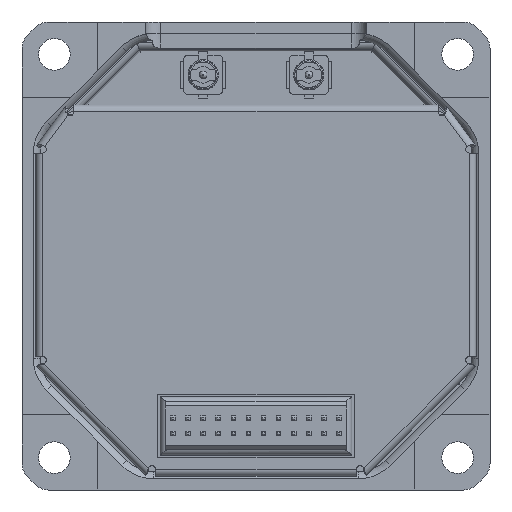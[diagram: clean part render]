
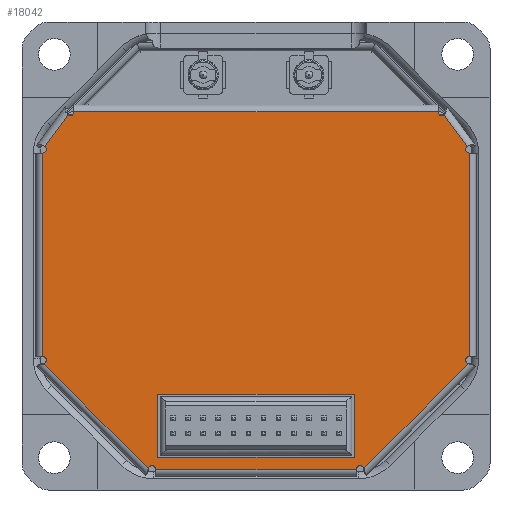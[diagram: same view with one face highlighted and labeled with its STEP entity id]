
A CAD part, front view. The second image highlights one B-rep face of the part: STEP entity #18042.
In plain terms, the highlighted planar face has unit normal (0, -1, 0).
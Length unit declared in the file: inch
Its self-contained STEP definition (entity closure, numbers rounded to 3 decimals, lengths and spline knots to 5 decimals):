
#179=FACE_BOUND('',#2957,.T.);
#911=PLANE('',#19295);
#1990=FACE_OUTER_BOUND('',#2956,.T.);
#2956=EDGE_LOOP('',(#16068,#16069,#16070,#16071,#16072,#16073,#16074,#16075,
#16076,#16077,#16078,#16079,#16080,#16081,#16082,#16083));
#2957=EDGE_LOOP('',(#16084,#16085,#16086,#16087));
#3242=CIRCLE('',#19243,0.01);
#3244=CIRCLE('',#19246,0.01);
#3250=CIRCLE('',#19264,0.01);
#3251=CIRCLE('',#19266,0.01);
#3253=CIRCLE('',#19269,0.01);
#3256=CIRCLE('',#19273,0.01);
#3259=CIRCLE('',#19296,0.01);
#3260=CIRCLE('',#19297,0.01);
#5257=LINE('',#28838,#7306);
#5259=LINE('',#28842,#7308);
#5264=LINE('',#28965,#7313);
#5266=LINE('',#28969,#7315);
#5270=LINE('',#29061,#7319);
#5272=LINE('',#29065,#7321);
#5277=LINE('',#29182,#7326);
#5281=LINE('',#29191,#7330);
#5284=LINE('',#29197,#7333);
#5287=LINE('',#29203,#7336);
#5289=LINE('',#29206,#7338);
#5291=LINE('',#29217,#7340);
#7306=VECTOR('',#23685,0.95003);
#7308=VECTOR('',#23691,0.53019);
#7313=VECTOR('',#23700,0.38553);
#7315=VECTOR('',#23706,0.52316);
#7319=VECTOR('',#23714,0.38553);
#7321=VECTOR('',#23720,0.53019);
#7326=VECTOR('',#23729,0.10075);
#7330=VECTOR('',#23735,0.16457);
#7333=VECTOR('',#23740,0.51181);
#7336=VECTOR('',#23745,0.16457);
#7338=VECTOR('',#23749,0.51181);
#7340=VECTOR('',#23761,0.10075);
#8776=VERTEX_POINT('',#28559);
#8779=VERTEX_POINT('',#28569);
#8786=VERTEX_POINT('',#28614);
#8789=VERTEX_POINT('',#28624);
#8798=VERTEX_POINT('',#28700);
#8801=VERTEX_POINT('',#28710);
#8813=VERTEX_POINT('',#28754);
#8816=VERTEX_POINT('',#28762);
#8824=VERTEX_POINT('',#28798);
#8825=VERTEX_POINT('',#28802);
#8828=VERTEX_POINT('',#28810);
#8829=VERTEX_POINT('',#28814);
#8831=VERTEX_POINT('',#28820);
#8836=VERTEX_POINT('',#28832);
#8854=VERTEX_POINT('',#29185);
#8856=VERTEX_POINT('',#29189);
#8858=VERTEX_POINT('',#29195);
#8860=VERTEX_POINT('',#29201);
#8863=VERTEX_POINT('',#29214);
#8864=VERTEX_POINT('',#29216);
#11167=EDGE_CURVE('',#8813,#8789,#3242,.T.);
#11172=EDGE_CURVE('',#8786,#8816,#3244,.T.);
#11196=EDGE_CURVE('',#8798,#8828,#3250,.T.);
#11197=EDGE_CURVE('',#8829,#8825,#3251,.T.);
#11200=EDGE_CURVE('',#8831,#8801,#3253,.T.);
#11207=EDGE_CURVE('',#8776,#8836,#3256,.T.);
#11209=EDGE_CURVE('',#8824,#8825,#5257,.T.);
#11211=EDGE_CURVE('',#8776,#8779,#5259,.T.);
#11226=EDGE_CURVE('',#8813,#8836,#5264,.T.);
#11228=EDGE_CURVE('',#8786,#8789,#5266,.T.);
#11240=EDGE_CURVE('',#8831,#8816,#5270,.T.);
#11242=EDGE_CURVE('',#8798,#8801,#5272,.T.);
#11257=EDGE_CURVE('',#8829,#8828,#5277,.T.);
#11261=EDGE_CURVE('',#8854,#8856,#5281,.T.);
#11264=EDGE_CURVE('',#8856,#8858,#5284,.T.);
#11267=EDGE_CURVE('',#8858,#8860,#5287,.T.);
#11269=EDGE_CURVE('',#8860,#8854,#5289,.T.);
#11273=EDGE_CURVE('',#8863,#8824,#3259,.T.);
#11274=EDGE_CURVE('',#8864,#8863,#5291,.T.);
#11275=EDGE_CURVE('',#8779,#8864,#3260,.T.);
#16068=ORIENTED_EDGE('',*,*,#11196,.T.);
#16069=ORIENTED_EDGE('',*,*,#11257,.F.);
#16070=ORIENTED_EDGE('',*,*,#11197,.T.);
#16071=ORIENTED_EDGE('',*,*,#11209,.F.);
#16072=ORIENTED_EDGE('',*,*,#11273,.F.);
#16073=ORIENTED_EDGE('',*,*,#11274,.F.);
#16074=ORIENTED_EDGE('',*,*,#11275,.F.);
#16075=ORIENTED_EDGE('',*,*,#11211,.F.);
#16076=ORIENTED_EDGE('',*,*,#11207,.T.);
#16077=ORIENTED_EDGE('',*,*,#11226,.F.);
#16078=ORIENTED_EDGE('',*,*,#11167,.T.);
#16079=ORIENTED_EDGE('',*,*,#11228,.F.);
#16080=ORIENTED_EDGE('',*,*,#11172,.T.);
#16081=ORIENTED_EDGE('',*,*,#11240,.F.);
#16082=ORIENTED_EDGE('',*,*,#11200,.T.);
#16083=ORIENTED_EDGE('',*,*,#11242,.F.);
#16084=ORIENTED_EDGE('',*,*,#11267,.T.);
#16085=ORIENTED_EDGE('',*,*,#11269,.T.);
#16086=ORIENTED_EDGE('',*,*,#11261,.T.);
#16087=ORIENTED_EDGE('',*,*,#11264,.T.);
#18042=ADVANCED_FACE('',(#1990,#179),#911,.F.);
#19243=AXIS2_PLACEMENT_3D('',#28755,#23592,#23593);
#19246=AXIS2_PLACEMENT_3D('',#28764,#23601,#23602);
#19264=AXIS2_PLACEMENT_3D('',#28812,#23655,#23656);
#19266=AXIS2_PLACEMENT_3D('',#28815,#23659,#23660);
#19269=AXIS2_PLACEMENT_3D('',#28821,#23666,#23667);
#19273=AXIS2_PLACEMENT_3D('',#28834,#23678,#23679);
#19295=AXIS2_PLACEMENT_3D('',#29213,#23757,#23758);
#19296=AXIS2_PLACEMENT_3D('',#29215,#23759,#23760);
#19297=AXIS2_PLACEMENT_3D('',#29218,#23762,#23763);
#23592=DIRECTION('center_axis',(0.,1.,0.));
#23593=DIRECTION('ref_axis',(-0.951,0.,0.311));
#23601=DIRECTION('center_axis',(0.,1.,0.));
#23602=DIRECTION('ref_axis',(-1.,0.,0.));
#23655=DIRECTION('center_axis',(0.,1.,0.));
#23656=DIRECTION('ref_axis',(0.,0.,
-1.));
#23659=DIRECTION('center_axis',(0.,1.,0.));
#23660=DIRECTION('ref_axis',(0.595,0.,-0.804));
#23666=DIRECTION('center_axis',(0.,1.,0.));
#23667=DIRECTION('ref_axis',(-0.311,0.,-0.951));
#23678=DIRECTION('center_axis',(0.,1.,0.));
#23679=DIRECTION('ref_axis',(0.,0.,
1.));
#23685=DIRECTION('',(1.,0.,0.));
#23691=DIRECTION('',(0.,0.,1.));
#23700=DIRECTION('',(-0.707,0.,0.707));
#23706=DIRECTION('',(-1.,0.,0.));
#23714=DIRECTION('',(-0.707,0.,-0.707));
#23720=DIRECTION('',(0.,0.,-1.));
#23729=DIRECTION('',(0.595,0.,-0.804));
#23735=DIRECTION('',(0.,0.,-1.));
#23740=DIRECTION('',(-1.,0.,0.));
#23745=DIRECTION('',(0.,0.,1.));
#23749=DIRECTION('',(1.,0.,0.));
#23757=DIRECTION('center_axis',(0.,1.,0.));
#23758=DIRECTION('ref_axis',(0.,0.,
-1.));
#23759=DIRECTION('center_axis',(0.,-1.,0.));
#23760=DIRECTION('ref_axis',(-0.595,0.,-0.804));
#23761=DIRECTION('',(0.595,0.,0.804));
#23762=DIRECTION('center_axis',(0.,-1.,0.));
#23763=DIRECTION('ref_axis',(0.,0.,
-1.));
#28559=CARTESIAN_POINT('',(-0.5568,0.02546,-0.26158));
#28569=CARTESIAN_POINT('',(-0.5568,0.02546,0.26861));
#28614=CARTESIAN_POINT('',(0.26158,0.02546,-0.5568));
#28624=CARTESIAN_POINT('',(-0.26158,0.02546,-0.5568));
#28700=CARTESIAN_POINT('',(0.5568,0.02546,0.26861));
#28710=CARTESIAN_POINT('',(0.5568,0.02546,-0.26158));
#28754=CARTESIAN_POINT('',(-0.28108,0.02546,-0.5537));
#28755=CARTESIAN_POINT('Origin',(-0.27158,0.02546,
-0.5568));
#28762=CARTESIAN_POINT('',(0.28108,0.02546,-0.5537));
#28764=CARTESIAN_POINT('Origin',(0.27158,0.02546,-0.5568));
#28798=CARTESIAN_POINT('',(-0.47502,0.02546,0.3757));
#28802=CARTESIAN_POINT('',(0.47502,0.02546,0.3757));
#28810=CARTESIAN_POINT('',(0.55086,0.02546,0.28665));
#28812=CARTESIAN_POINT('Origin',(0.5568,0.02546,0.27861));
#28814=CARTESIAN_POINT('',(0.49096,0.02546,0.36766));
#28815=CARTESIAN_POINT('Origin',(0.48502,0.02546,0.3757));
#28820=CARTESIAN_POINT('',(0.5537,0.02546,-0.28108));
#28821=CARTESIAN_POINT('Origin',(0.5568,0.02546,-0.27158));
#28832=CARTESIAN_POINT('',(-0.5537,0.02546,-0.28108));
#28834=CARTESIAN_POINT('Origin',(-0.5568,0.02546,
-0.27158));
#28838=CARTESIAN_POINT('',(-0.47502,0.02546,0.3757));
#28842=CARTESIAN_POINT('',(-0.5568,0.02546,-0.26158));
#28965=CARTESIAN_POINT('',(-0.28108,0.02546,-0.5537));
#28969=CARTESIAN_POINT('',(0.26158,0.02546,-0.5568));
#29061=CARTESIAN_POINT('',(0.5537,0.02546,-0.28108));
#29065=CARTESIAN_POINT('',(0.5568,0.02546,0.26861));
#29182=CARTESIAN_POINT('',(0.49096,0.02546,0.36766));
#29185=CARTESIAN_POINT('',(0.25591,0.02546,-0.36063));
#29189=CARTESIAN_POINT('',(0.25591,0.02546,-0.5252));
#29191=CARTESIAN_POINT('',(0.25591,0.02546,-0.36063));
#29195=CARTESIAN_POINT('',(-0.25591,0.02546,-0.5252));
#29197=CARTESIAN_POINT('',(0.25591,0.02546,-0.5252));
#29201=CARTESIAN_POINT('',(-0.25591,0.02546,-0.36063));
#29203=CARTESIAN_POINT('',(-0.25591,0.02546,-0.5252));
#29206=CARTESIAN_POINT('',(-0.25591,0.02546,-0.36063));
#29213=CARTESIAN_POINT('Origin',(0.5568,0.02546,-0.09055));
#29214=CARTESIAN_POINT('',(-0.49096,0.02546,0.36766));
#29215=CARTESIAN_POINT('Origin',(-0.48502,0.02546,
0.3757));
#29216=CARTESIAN_POINT('',(-0.55086,0.02546,0.28665));
#29217=CARTESIAN_POINT('',(-0.55086,0.02546,0.28665));
#29218=CARTESIAN_POINT('Origin',(-0.5568,0.02546,
0.27861));
